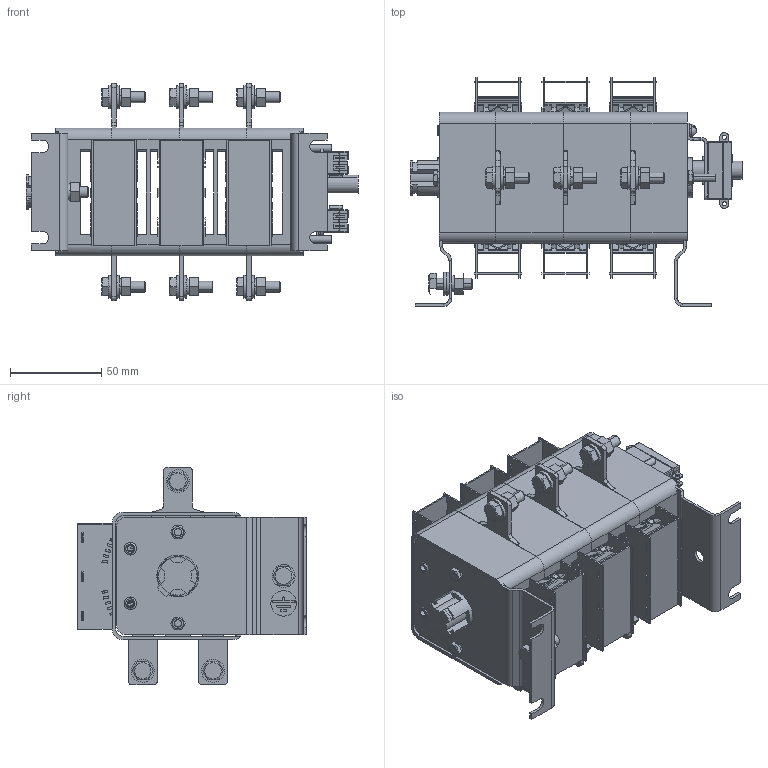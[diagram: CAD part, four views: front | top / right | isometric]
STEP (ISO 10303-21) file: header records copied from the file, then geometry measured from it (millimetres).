
FILE_DESCRIPTION (( 'STEP AP203' ), '1' );
FILE_NAME ('ÂÐ32-31 2 íàïðàâëåíèÿ.STEP', '2014-06-25T10:33:15', ( 'admin' ), ( 'Microsoft' ), 'SwSTEP 2.0', 'SolidWorks 2007', '' );
FILE_SCHEMA (( 'CONFIG_CONTROL_DESIGN' ));
Length unit declared in the file: millimetre
Products named in the file (1): ÂÐ32-31 2 íàïðàâëåíèÿ
Bounding box: 182 x 125.5 x 119 mm (x, y, z)
Surface area: 188291.3 mm2 (no closed solid volume)
Topology: 0 solids, 224 shells, 1735 faces, 9618 edges, 7937 vertices
Faces by surface type: plane 1091, cylinder 444, torus 114, cone 66, bspline 16, sphere 4
Entity records: 96374 total; most frequent: CARTESIAN_POINT 22045, DIRECTION 14705, ORIENTED_EDGE 12697, EDGE_CURVE 9618, VERTEX_POINT 7937, VECTOR 7543, LINE 7543, AXIS2_PLACEMENT_3D 3581
